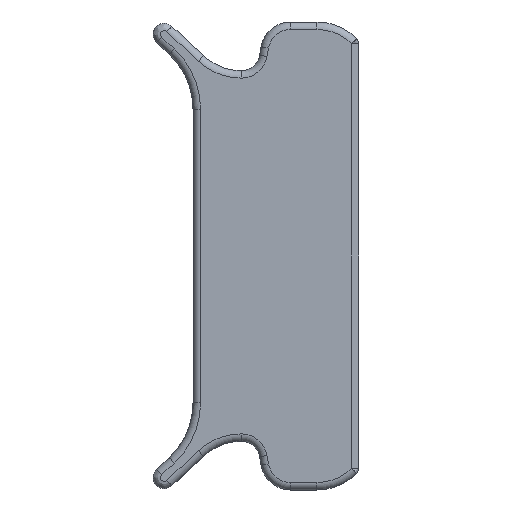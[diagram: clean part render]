
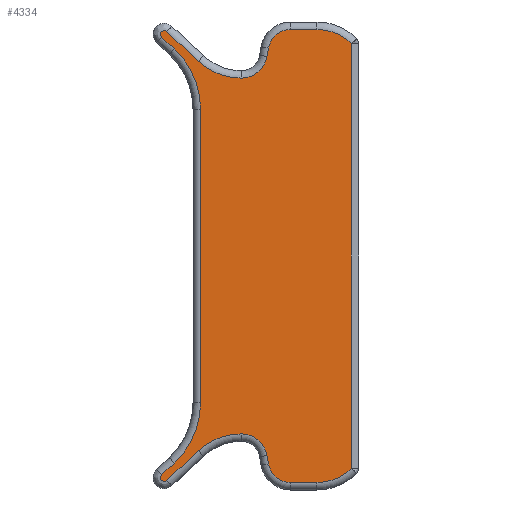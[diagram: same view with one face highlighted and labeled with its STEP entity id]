
A CAD part, left-side view. The second image highlights one B-rep face of the part: STEP entity #4334.
In plain terms, the highlighted planar face has unit normal (-1, 0, 0).
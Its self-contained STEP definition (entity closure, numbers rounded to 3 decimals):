
#221=CIRCLE('',#4710,2.6);
#222=CIRCLE('',#4711,1.2);
#223=CIRCLE('',#4712,1.4);
#224=CIRCLE('',#4713,3.4);
#225=CIRCLE('',#4714,0.2);
#226=CIRCLE('',#4715,4.4);
#227=CIRCLE('',#4716,4.4);
#228=CIRCLE('',#4717,0.2);
#229=CIRCLE('',#4718,3.4);
#230=CIRCLE('',#4719,1.4);
#231=CIRCLE('',#4720,1.2);
#232=CIRCLE('',#4721,2.6);
#656=FACE_OUTER_BOUND('',#956,.T.);
#956=EDGE_LOOP('',(#3161,#3162,#3163,#3164,#3165,#3166,#3167,#3168,#3169,
#3170,#3171,#3172,#3173,#3174,#3175,#3176,#3177,#3178,#3179,#3180,#3181,
#3182,#3183,#3184));
#1415=LINE('',#7365,#1705);
#1416=LINE('',#7367,#1706);
#1417=LINE('',#7369,#1707);
#1418=LINE('',#7373,#1708);
#1419=LINE('',#7377,#1709);
#1420=LINE('',#7383,#1710);
#1421=LINE('',#7387,#1711);
#1422=LINE('',#7391,#1712);
#1423=LINE('',#7395,#1713);
#1424=LINE('',#7399,#1714);
#1425=LINE('',#7405,#1715);
#1426=LINE('',#7409,#1716);
#1705=VECTOR('',#5574,0.006);
#1706=VECTOR('',#5575,22.669);
#1707=VECTOR('',#5576,0.006);
#1708=VECTOR('',#5579,1.409);
#1709=VECTOR('',#5582,0.458);
#1710=VECTOR('',#5587,2.3);
#1711=VECTOR('',#5590,0.921);
#1712=VECTOR('',#5593,15.687);
#1713=VECTOR('',#5596,0.921);
#1714=VECTOR('',#5599,2.3);
#1715=VECTOR('',#5604,0.458);
#1716=VECTOR('',#5607,1.409);
#2015=VERTEX_POINT('',#7363);
#2016=VERTEX_POINT('',#7364);
#2017=VERTEX_POINT('',#7366);
#2018=VERTEX_POINT('',#7368);
#2019=VERTEX_POINT('',#7370);
#2020=VERTEX_POINT('',#7372);
#2021=VERTEX_POINT('',#7374);
#2022=VERTEX_POINT('',#7376);
#2023=VERTEX_POINT('',#7378);
#2024=VERTEX_POINT('',#7380);
#2025=VERTEX_POINT('',#7382);
#2026=VERTEX_POINT('',#7384);
#2027=VERTEX_POINT('',#7386);
#2028=VERTEX_POINT('',#7388);
#2029=VERTEX_POINT('',#7390);
#2030=VERTEX_POINT('',#7392);
#2031=VERTEX_POINT('',#7394);
#2032=VERTEX_POINT('',#7396);
#2033=VERTEX_POINT('',#7398);
#2034=VERTEX_POINT('',#7400);
#2035=VERTEX_POINT('',#7402);
#2036=VERTEX_POINT('',#7404);
#2037=VERTEX_POINT('',#7406);
#2038=VERTEX_POINT('',#7408);
#2439=EDGE_CURVE('',#2015,#2016,#1415,.F.);
#2440=EDGE_CURVE('',#2016,#2017,#1416,.T.);
#2441=EDGE_CURVE('',#2017,#2018,#1417,.T.);
#2442=EDGE_CURVE('',#2018,#2019,#221,.F.);
#2443=EDGE_CURVE('',#2019,#2020,#1418,.F.);
#2444=EDGE_CURVE('',#2020,#2021,#222,.F.);
#2445=EDGE_CURVE('',#2021,#2022,#1419,.F.);
#2446=EDGE_CURVE('',#2022,#2023,#223,.T.);
#2447=EDGE_CURVE('',#2023,#2024,#224,.T.);
#2448=EDGE_CURVE('',#2024,#2025,#1420,.F.);
#2449=EDGE_CURVE('',#2025,#2026,#225,.F.);
#2450=EDGE_CURVE('',#2026,#2027,#1421,.F.);
#2451=EDGE_CURVE('',#2027,#2028,#226,.T.);
#2452=EDGE_CURVE('',#2028,#2029,#1422,.F.);
#2453=EDGE_CURVE('',#2029,#2030,#227,.T.);
#2454=EDGE_CURVE('',#2030,#2031,#1423,.T.);
#2455=EDGE_CURVE('',#2031,#2032,#228,.F.);
#2456=EDGE_CURVE('',#2032,#2033,#1424,.T.);
#2457=EDGE_CURVE('',#2033,#2034,#229,.T.);
#2458=EDGE_CURVE('',#2034,#2035,#230,.T.);
#2459=EDGE_CURVE('',#2035,#2036,#1425,.T.);
#2460=EDGE_CURVE('',#2036,#2037,#231,.F.);
#2461=EDGE_CURVE('',#2037,#2038,#1426,.T.);
#2462=EDGE_CURVE('',#2038,#2015,#232,.F.);
#3161=ORIENTED_EDGE('',*,*,#2439,.T.);
#3162=ORIENTED_EDGE('',*,*,#2440,.T.);
#3163=ORIENTED_EDGE('',*,*,#2441,.T.);
#3164=ORIENTED_EDGE('',*,*,#2442,.T.);
#3165=ORIENTED_EDGE('',*,*,#2443,.T.);
#3166=ORIENTED_EDGE('',*,*,#2444,.T.);
#3167=ORIENTED_EDGE('',*,*,#2445,.T.);
#3168=ORIENTED_EDGE('',*,*,#2446,.T.);
#3169=ORIENTED_EDGE('',*,*,#2447,.T.);
#3170=ORIENTED_EDGE('',*,*,#2448,.T.);
#3171=ORIENTED_EDGE('',*,*,#2449,.T.);
#3172=ORIENTED_EDGE('',*,*,#2450,.T.);
#3173=ORIENTED_EDGE('',*,*,#2451,.T.);
#3174=ORIENTED_EDGE('',*,*,#2452,.T.);
#3175=ORIENTED_EDGE('',*,*,#2453,.T.);
#3176=ORIENTED_EDGE('',*,*,#2454,.T.);
#3177=ORIENTED_EDGE('',*,*,#2455,.T.);
#3178=ORIENTED_EDGE('',*,*,#2456,.T.);
#3179=ORIENTED_EDGE('',*,*,#2457,.T.);
#3180=ORIENTED_EDGE('',*,*,#2458,.T.);
#3181=ORIENTED_EDGE('',*,*,#2459,.T.);
#3182=ORIENTED_EDGE('',*,*,#2460,.T.);
#3183=ORIENTED_EDGE('',*,*,#2461,.T.);
#3184=ORIENTED_EDGE('',*,*,#2462,.T.);
#4256=PLANE('',#4709);
#4334=ADVANCED_FACE('',(#656),#4256,.F.);
#4709=AXIS2_PLACEMENT_3D('',#7362,#5572,#5573);
#4710=AXIS2_PLACEMENT_3D('',#7371,#5577,#5578);
#4711=AXIS2_PLACEMENT_3D('',#7375,#5580,#5581);
#4712=AXIS2_PLACEMENT_3D('',#7379,#5583,#5584);
#4713=AXIS2_PLACEMENT_3D('',#7381,#5585,#5586);
#4714=AXIS2_PLACEMENT_3D('',#7385,#5588,#5589);
#4715=AXIS2_PLACEMENT_3D('',#7389,#5591,#5592);
#4716=AXIS2_PLACEMENT_3D('',#7393,#5594,#5595);
#4717=AXIS2_PLACEMENT_3D('',#7397,#5597,#5598);
#4718=AXIS2_PLACEMENT_3D('',#7401,#5600,#5601);
#4719=AXIS2_PLACEMENT_3D('',#7403,#5602,#5603);
#4720=AXIS2_PLACEMENT_3D('',#7407,#5605,#5606);
#4721=AXIS2_PLACEMENT_3D('',#7410,#5608,#5609);
#5572=DIRECTION('center_axis',(1.,0.,0.));
#5573=DIRECTION('ref_axis',(0.,0.,-1.));
#5574=DIRECTION('',(0.,0.707,-0.707));
#5575=DIRECTION('',(0.,0.,1.));
#5576=DIRECTION('',(0.,0.707,0.707));
#5577=DIRECTION('center_axis',(1.,0.,0.));
#5578=DIRECTION('ref_axis',(0.,0.,-1.));
#5579=DIRECTION('',(0.,-1.,0.));
#5580=DIRECTION('center_axis',(1.,0.,0.));
#5581=DIRECTION('ref_axis',(0.,0.,-1.));
#5582=DIRECTION('',(0.,-0.174,0.985));
#5583=DIRECTION('center_axis',(1.,0.,0.));
#5584=DIRECTION('ref_axis',(0.,0.,-1.));
#5585=DIRECTION('center_axis',(1.,0.,0.));
#5586=DIRECTION('ref_axis',(0.,0.,-1.));
#5587=DIRECTION('',(0.,-0.731,-0.682));
#5588=DIRECTION('center_axis',(1.,0.,0.));
#5589=DIRECTION('ref_axis',(0.,0.,-1.));
#5590=DIRECTION('',(0.,0.731,0.682));
#5591=DIRECTION('center_axis',(1.,0.,0.));
#5592=DIRECTION('ref_axis',(0.,0.,-1.));
#5593=DIRECTION('',(0.,0.,1.));
#5594=DIRECTION('center_axis',(1.,0.,0.));
#5595=DIRECTION('ref_axis',(0.,0.,-1.));
#5596=DIRECTION('',(0.,0.731,-0.682));
#5597=DIRECTION('center_axis',(1.,0.,0.));
#5598=DIRECTION('ref_axis',(0.,0.,-1.));
#5599=DIRECTION('',(0.,-0.731,0.682));
#5600=DIRECTION('center_axis',(1.,0.,0.));
#5601=DIRECTION('ref_axis',(0.,0.,-1.));
#5602=DIRECTION('center_axis',(1.,0.,0.));
#5603=DIRECTION('ref_axis',(0.,0.,-1.));
#5604=DIRECTION('',(0.,-0.174,-0.985));
#5605=DIRECTION('center_axis',(1.,0.,0.));
#5606=DIRECTION('ref_axis',(0.,0.,-1.));
#5607=DIRECTION('',(0.,-1.,0.));
#5608=DIRECTION('center_axis',(1.,0.,0.));
#5609=DIRECTION('ref_axis',(0.,0.,-1.));
#7362=CARTESIAN_POINT('Origin',(-6.375,-9.25,-221.999));
#7363=CARTESIAN_POINT('',(-6.375,-19.846,-187.463));
#7364=CARTESIAN_POINT('',(-6.375,-19.85,-187.459));
#7365=CARTESIAN_POINT('',(-6.375,-19.85,-187.459));
#7366=CARTESIAN_POINT('',(-6.375,-19.85,-164.791));
#7367=CARTESIAN_POINT('',(-6.375,-19.85,-187.459));
#7368=CARTESIAN_POINT('',(-6.375,-19.846,-164.787));
#7369=CARTESIAN_POINT('',(-6.375,-19.85,-164.791));
#7370=CARTESIAN_POINT('',(-6.375,-18.007,-164.025));
#7371=CARTESIAN_POINT('Origin',(-6.375,-18.007,-166.625));
#7372=CARTESIAN_POINT('',(-6.375,-16.598,-164.025));
#7373=CARTESIAN_POINT('',(-6.375,-16.598,-164.025));
#7374=CARTESIAN_POINT('',(-6.375,-15.416,-165.017));
#7375=CARTESIAN_POINT('Origin',(-6.375,-16.598,-165.225));
#7376=CARTESIAN_POINT('',(-6.375,-15.337,-165.468));
#7377=CARTESIAN_POINT('',(-6.375,-15.337,-165.468));
#7378=CARTESIAN_POINT('',(-6.375,-13.956,-166.625));
#7379=CARTESIAN_POINT('Origin',(-6.375,-13.958,-165.225));
#7380=CARTESIAN_POINT('',(-6.375,-11.669,-165.712));
#7381=CARTESIAN_POINT('Origin',(-6.375,-13.987,-163.225));
#7382=CARTESIAN_POINT('',(-6.375,-9.986,-164.143));
#7383=CARTESIAN_POINT('',(-6.375,-9.986,-164.143));
#7384=CARTESIAN_POINT('',(-6.375,-9.714,-164.436));
#7385=CARTESIAN_POINT('Origin',(-6.375,-9.85,-164.289));
#7386=CARTESIAN_POINT('',(-6.375,-10.387,-165.064));
#7387=CARTESIAN_POINT('',(-6.375,-10.387,-165.064));
#7388=CARTESIAN_POINT('',(-6.375,-11.786,-168.281));
#7389=CARTESIAN_POINT('Origin',(-6.375,-7.386,-168.281));
#7390=CARTESIAN_POINT('',(-6.375,-11.786,-183.969));
#7391=CARTESIAN_POINT('',(-6.375,-11.786,-183.969));
#7392=CARTESIAN_POINT('',(-6.375,-10.387,-187.186));
#7393=CARTESIAN_POINT('Origin',(-6.375,-7.386,-183.969));
#7394=CARTESIAN_POINT('',(-6.375,-9.714,-187.814));
#7395=CARTESIAN_POINT('',(-6.375,-10.387,-187.186));
#7396=CARTESIAN_POINT('',(-6.375,-9.986,-188.107));
#7397=CARTESIAN_POINT('Origin',(-6.375,-9.85,-187.961));
#7398=CARTESIAN_POINT('',(-6.375,-11.669,-186.538));
#7399=CARTESIAN_POINT('',(-6.375,-9.986,-188.107));
#7400=CARTESIAN_POINT('',(-6.375,-13.956,-185.625));
#7401=CARTESIAN_POINT('Origin',(-6.375,-13.987,-189.025));
#7402=CARTESIAN_POINT('',(-6.375,-15.337,-186.782));
#7403=CARTESIAN_POINT('Origin',(-6.375,-13.958,-187.025));
#7404=CARTESIAN_POINT('',(-6.375,-15.416,-187.233));
#7405=CARTESIAN_POINT('',(-6.375,-15.337,-186.782));
#7406=CARTESIAN_POINT('',(-6.375,-16.598,-188.225));
#7407=CARTESIAN_POINT('Origin',(-6.375,-16.598,-187.025));
#7408=CARTESIAN_POINT('',(-6.375,-18.007,-188.225));
#7409=CARTESIAN_POINT('',(-6.375,-16.598,-188.225));
#7410=CARTESIAN_POINT('Origin',(-6.375,-18.007,-185.625));
